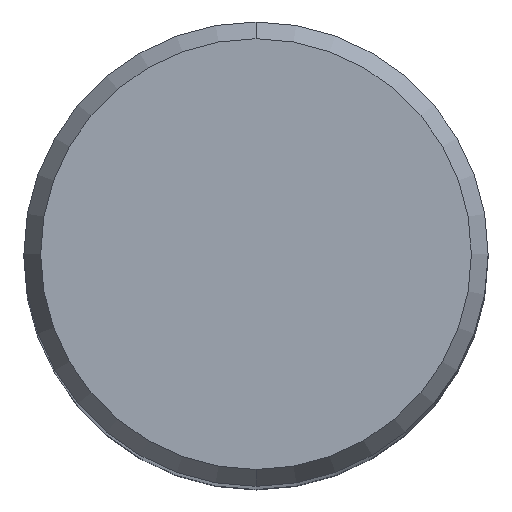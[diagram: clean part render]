
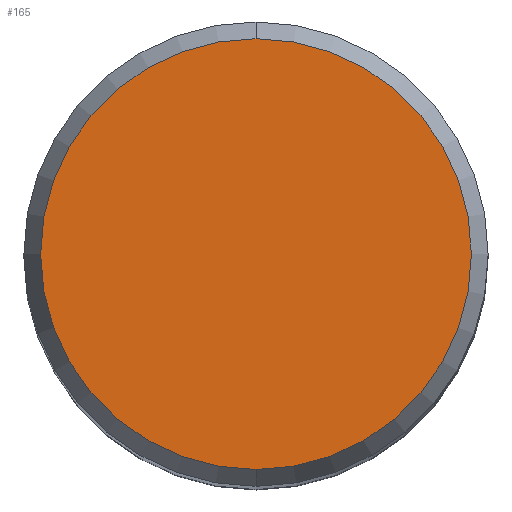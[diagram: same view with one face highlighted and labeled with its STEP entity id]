
A CAD part, top view. The second image highlights one B-rep face of the part: STEP entity #165.
In plain terms, the highlighted planar face has unit normal (0, 0, 1).
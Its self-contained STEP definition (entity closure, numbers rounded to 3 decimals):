
#159=VERTEX_POINT('',#426);
#165=ADVANCED_FACE('',(#432),#433,.T.);
#255=VERTEX_POINT('',#532);
#295=EDGE_CURVE('',#159,#255,#577,.T.);
#377=EDGE_CURVE('',#255,#159,#666,.T.);
#426=CARTESIAN_POINT('',(0.,-8.837,0.));
#432=FACE_OUTER_BOUND('',#717,.T.);
#433=PLANE('',#718);
#532=CARTESIAN_POINT('',(0.0,8.837,0.));
#577=CIRCLE('',#1034,8.837);
#666=CIRCLE('',#1324,8.837);
#717=EDGE_LOOP('',(#1415,#1416));
#718=AXIS2_PLACEMENT_3D('',#1417,#1418,#1419);
#1034=AXIS2_PLACEMENT_3D('',#1585,#1586,#1587);
#1324=AXIS2_PLACEMENT_3D('',#1677,#1678,#1679);
#1415=ORIENTED_EDGE('',*,*,#377,.F.);
#1416=ORIENTED_EDGE('',*,*,#295,.F.);
#1417=CARTESIAN_POINT('',(0.0,4.419,0.));
#1418=DIRECTION('',(-0.0,0.0,1.0));
#1419=DIRECTION('',(0.0,-1.0,0.0));
#1585=CARTESIAN_POINT('',(0.0,0.0,0.));
#1586=DIRECTION('',(0.0,0.0,-1.0));
#1587=DIRECTION('',(0.0,1.0,0.0));
#1677=CARTESIAN_POINT('',(0.0,0.0,0.));
#1678=DIRECTION('',(0.0,0.0,-1.0));
#1679=DIRECTION('',(0.0,1.0,0.0));
